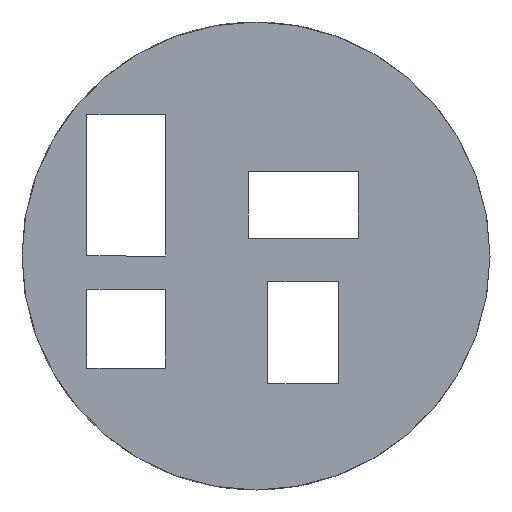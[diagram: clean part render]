
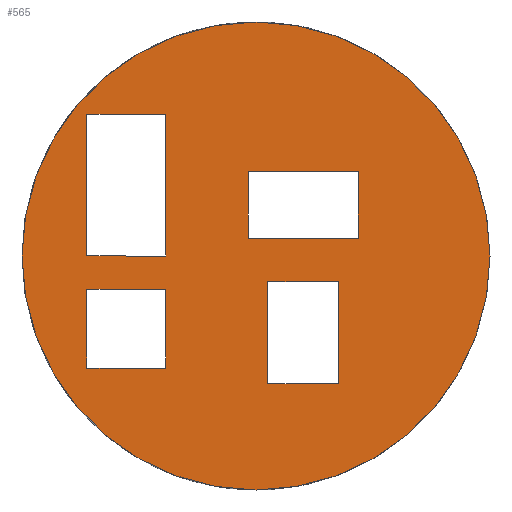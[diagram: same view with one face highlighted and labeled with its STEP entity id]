
A CAD part, front view. The second image highlights one B-rep face of the part: STEP entity #565.
In plain terms, the highlighted planar face has unit normal (0, -1, 0).
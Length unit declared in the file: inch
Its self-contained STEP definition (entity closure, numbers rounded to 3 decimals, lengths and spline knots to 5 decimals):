
#21=FACE_BOUND('',#90,.T.);
#22=FACE_BOUND('',#91,.T.);
#23=FACE_BOUND('',#92,.T.);
#24=FACE_BOUND('',#93,.T.);
#28=CIRCLE('',#610,1.4875);
#56=FACE_OUTER_BOUND('',#89,.T.);
#89=EDGE_LOOP('',(#494));
#90=EDGE_LOOP('',(#495,#496,#497,#498));
#91=EDGE_LOOP('',(#499,#500,#501,#502));
#92=EDGE_LOOP('',(#503,#504,#505,#506));
#93=EDGE_LOOP('',(#507,#508,#509,#510));
#94=LINE('',#753,#165);
#98=LINE('',#761,#169);
#101=LINE('',#767,#172);
#104=LINE('',#772,#175);
#106=LINE('',#777,#177);
#110=LINE('',#785,#181);
#113=LINE('',#791,#184);
#116=LINE('',#796,#187);
#118=LINE('',#801,#189);
#122=LINE('',#809,#193);
#125=LINE('',#815,#196);
#128=LINE('',#820,#199);
#130=LINE('',#825,#201);
#134=LINE('',#833,#205);
#137=LINE('',#839,#208);
#140=LINE('',#844,#211);
#165=VECTOR('',#616,0.3937);
#169=VECTOR('',#622,0.3937);
#172=VECTOR('',#627,0.3937);
#175=VECTOR('',#632,0.3937);
#177=VECTOR('',#636,0.3937);
#181=VECTOR('',#642,0.3937);
#184=VECTOR('',#647,0.3937);
#187=VECTOR('',#652,0.3937);
#189=VECTOR('',#656,0.3937);
#193=VECTOR('',#662,0.3937);
#196=VECTOR('',#667,0.3937);
#199=VECTOR('',#672,0.3937);
#201=VECTOR('',#676,0.3937);
#205=VECTOR('',#682,0.3937);
#208=VECTOR('',#687,0.3937);
#211=VECTOR('',#692,0.3937);
#236=VERTEX_POINT('',#751);
#237=VERTEX_POINT('',#752);
#240=VERTEX_POINT('',#760);
#242=VERTEX_POINT('',#766);
#244=VERTEX_POINT('',#775);
#245=VERTEX_POINT('',#776);
#248=VERTEX_POINT('',#784);
#250=VERTEX_POINT('',#790);
#252=VERTEX_POINT('',#799);
#253=VERTEX_POINT('',#800);
#256=VERTEX_POINT('',#808);
#258=VERTEX_POINT('',#814);
#260=VERTEX_POINT('',#823);
#261=VERTEX_POINT('',#824);
#264=VERTEX_POINT('',#832);
#266=VERTEX_POINT('',#838);
#285=VERTEX_POINT('',#899);
#286=EDGE_CURVE('',#236,#237,#94,.T.);
#290=EDGE_CURVE('',#237,#240,#98,.T.);
#293=EDGE_CURVE('',#240,#242,#101,.T.);
#296=EDGE_CURVE('',#242,#236,#104,.T.);
#298=EDGE_CURVE('',#244,#245,#106,.T.);
#302=EDGE_CURVE('',#245,#248,#110,.T.);
#305=EDGE_CURVE('',#248,#250,#113,.T.);
#308=EDGE_CURVE('',#250,#244,#116,.T.);
#310=EDGE_CURVE('',#252,#253,#118,.T.);
#314=EDGE_CURVE('',#253,#256,#122,.T.);
#317=EDGE_CURVE('',#256,#258,#125,.T.);
#320=EDGE_CURVE('',#258,#252,#128,.T.);
#322=EDGE_CURVE('',#260,#261,#130,.T.);
#326=EDGE_CURVE('',#261,#264,#134,.T.);
#329=EDGE_CURVE('',#264,#266,#137,.T.);
#332=EDGE_CURVE('',#266,#260,#140,.T.);
#360=EDGE_CURVE('',#285,#285,#28,.T.);
#494=ORIENTED_EDGE('',*,*,#360,.F.);
#495=ORIENTED_EDGE('',*,*,#293,.T.);
#496=ORIENTED_EDGE('',*,*,#296,.T.);
#497=ORIENTED_EDGE('',*,*,#286,.T.);
#498=ORIENTED_EDGE('',*,*,#290,.T.);
#499=ORIENTED_EDGE('',*,*,#305,.T.);
#500=ORIENTED_EDGE('',*,*,#308,.T.);
#501=ORIENTED_EDGE('',*,*,#298,.T.);
#502=ORIENTED_EDGE('',*,*,#302,.T.);
#503=ORIENTED_EDGE('',*,*,#317,.T.);
#504=ORIENTED_EDGE('',*,*,#320,.T.);
#505=ORIENTED_EDGE('',*,*,#310,.T.);
#506=ORIENTED_EDGE('',*,*,#314,.T.);
#507=ORIENTED_EDGE('',*,*,#329,.T.);
#508=ORIENTED_EDGE('',*,*,#332,.T.);
#509=ORIENTED_EDGE('',*,*,#322,.T.);
#510=ORIENTED_EDGE('',*,*,#326,.T.);
#537=PLANE('',#611);
#565=ADVANCED_FACE('',(#56,#21,#22,#23,#24),#537,.F.);
#610=AXIS2_PLACEMENT_3D('',#901,#745,#746);
#611=AXIS2_PLACEMENT_3D('',#902,#747,#748);
#616=DIRECTION('',(1.,0.,0.));
#622=DIRECTION('',(0.,0.,-1.));
#627=DIRECTION('',(-1.,0.,0.));
#632=DIRECTION('',(0.,0.,1.));
#636=DIRECTION('',(0.,0.,1.));
#642=DIRECTION('',(1.,0.,0.));
#647=DIRECTION('',(0.,0.,-1.));
#652=DIRECTION('',(-1.,0.,0.));
#656=DIRECTION('',(0.,0.,-1.));
#662=DIRECTION('',(-1.,0.,0.));
#667=DIRECTION('',(0.,0.,1.));
#672=DIRECTION('',(1.,0.,0.));
#676=DIRECTION('',(-1.,0.,0.));
#682=DIRECTION('',(0.,0.,1.));
#687=DIRECTION('',(1.,0.,0.));
#692=DIRECTION('',(0.,0.,-1.));
#745=DIRECTION('center_axis',(0.,1.,0.));
#746=DIRECTION('ref_axis',(-1.,0.,0.));
#747=DIRECTION('center_axis',(0.,1.,0.));
#748=DIRECTION('ref_axis',(0.,0.,1.));
#751=CARTESIAN_POINT('',(-1.075,0.,-0.2125));
#752=CARTESIAN_POINT('',(-0.575,0.,-0.2125));
#753=CARTESIAN_POINT('',(-0.2875,0.,-0.2125));
#760=CARTESIAN_POINT('',(-0.575,0.,-0.7125));
#761=CARTESIAN_POINT('',(-0.575,0.,-0.35625));
#766=CARTESIAN_POINT('',(-1.075,0.,-0.7125));
#767=CARTESIAN_POINT('',(-0.5375,0.,-0.7125));
#772=CARTESIAN_POINT('',(-1.075,0.,-0.10625));
#775=CARTESIAN_POINT('',(0.075,0.,-0.8125));
#776=CARTESIAN_POINT('',(0.075,0.,-0.1625));
#777=CARTESIAN_POINT('',(0.075,0.,-0.08125));
#784=CARTESIAN_POINT('',(0.525,0.,-0.1625));
#785=CARTESIAN_POINT('',(0.2625,0.,-0.1625));
#790=CARTESIAN_POINT('',(0.525,0.,-0.8125));
#791=CARTESIAN_POINT('',(0.525,0.,-0.40625));
#796=CARTESIAN_POINT('',(0.0375,0.,-0.8125));
#799=CARTESIAN_POINT('',(0.65,0.,0.5375));
#800=CARTESIAN_POINT('',(0.65,0.,0.1125));
#801=CARTESIAN_POINT('',(0.65,0.,0.05625));
#808=CARTESIAN_POINT('',(-0.05,0.,0.1125));
#809=CARTESIAN_POINT('',(-0.025,0.,0.1125));
#814=CARTESIAN_POINT('',(-0.05,0.,0.5375));
#815=CARTESIAN_POINT('',(-0.05,0.,0.26875));
#820=CARTESIAN_POINT('',(0.325,0.,0.5375));
#823=CARTESIAN_POINT('',(-0.575,0.,0.));
#824=CARTESIAN_POINT('',(-1.075,0.,0.));
#825=CARTESIAN_POINT('',(-0.5375,0.,0.));
#832=CARTESIAN_POINT('',(-1.075,0.,0.9));
#833=CARTESIAN_POINT('',(-1.075,0.,0.45));
#838=CARTESIAN_POINT('',(-0.575,0.,0.9));
#839=CARTESIAN_POINT('',(-0.2875,0.,0.9));
#844=CARTESIAN_POINT('',(-0.575,0.,0.));
#899=CARTESIAN_POINT('',(1.4875,0.,0.));
#901=CARTESIAN_POINT('Origin',(0.,0.,0.));
#902=CARTESIAN_POINT('Origin',(0.,0.,0.));
